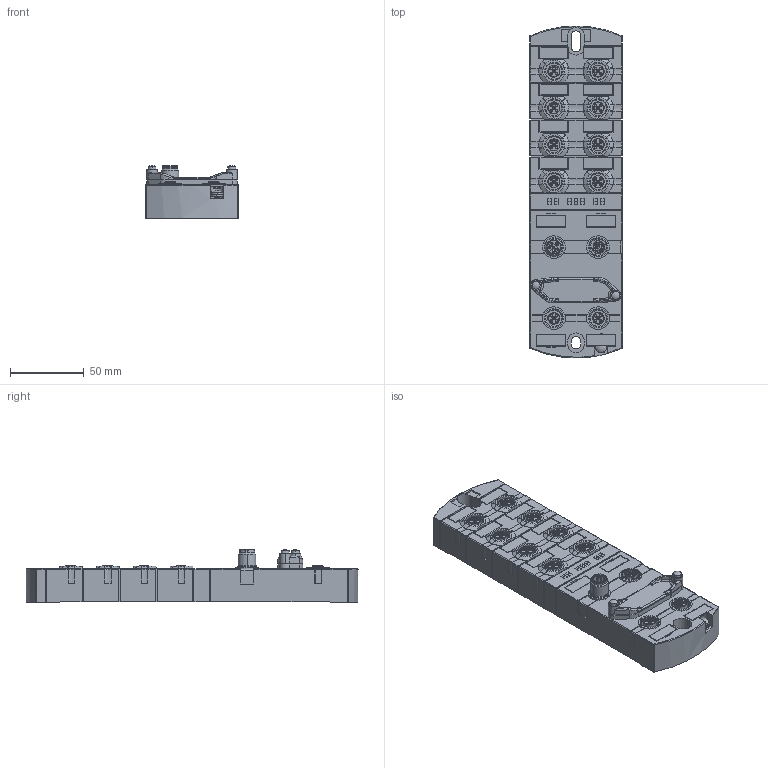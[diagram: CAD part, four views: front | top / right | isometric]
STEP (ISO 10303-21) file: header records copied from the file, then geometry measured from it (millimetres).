
FILE_DESCRIPTION (( 'STEP AP214' ), '1' );
FILE_NAME ('SIOL-EI8B.STEP', '2022-01-27T10:42:39', ( '' ), ( '' ), 'SwSTEP 2.0', 'SolidWorks 2021', '' );
FILE_SCHEMA (( 'AUTOMOTIVE_DESIGN' ));
Length unit declared in the file: inch
Products named in the file (1): SIOL-EI8B
Bounding box: 62.7 x 225.38 x 35.87 mm (x, y, z)
Volume: 309226.5 mm3; surface area: 54989.7 mm2
Topology: 2 solids, 2 shells, 2019 faces, 5056 edges, 3223 vertices
Faces by surface type: plane 734, cylinder 668, cone 271, torus 148, bspline 143, sphere 55
Entity records: 66303 total; most frequent: CARTESIAN_POINT 17946, ORIENTED_EDGE 10104, DIRECTION 10059, EDGE_CURVE 5052, AXIS2_PLACEMENT_3D 3866, VERTEX_POINT 3223, VECTOR 2327, LINE 2327
